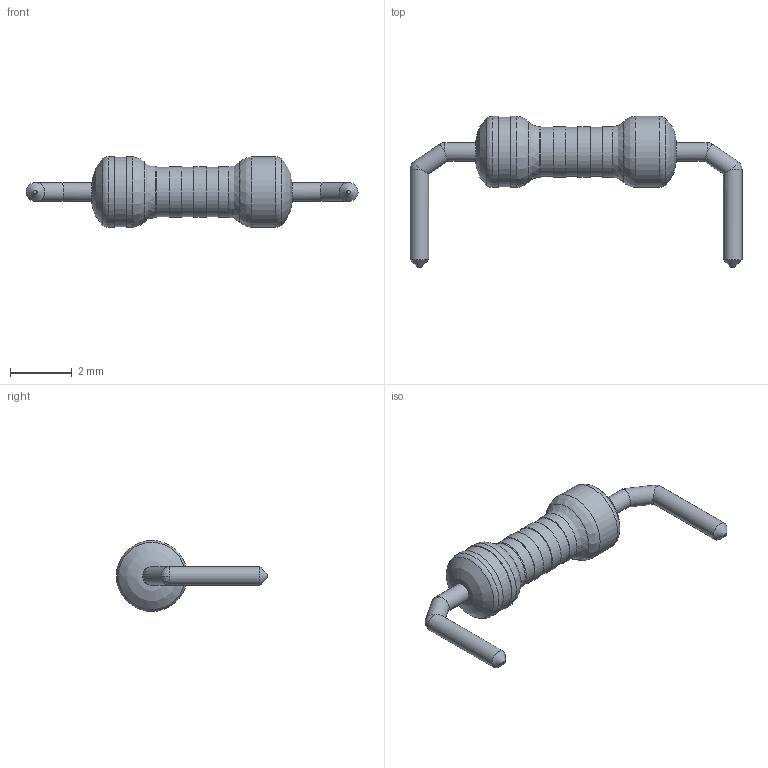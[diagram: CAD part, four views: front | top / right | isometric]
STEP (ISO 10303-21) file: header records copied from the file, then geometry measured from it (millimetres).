
FILE_DESCRIPTION(('FreeCAD Model'),'2;1');
FILE_NAME('Open CASCADE Shape Model','2021-06-22T15:11:29',(''),(''), 'Open CASCADE STEP processor 7.5','FreeCAD','Unknown');
FILE_SCHEMA(('AUTOMOTIVE_DESIGN { 1 0 10303 214 1 1 1 1 }'));
Length unit declared in the file: millimetre
Products named in the file (1): Groove001
Bounding box: 10.77 x 4.9 x 2.3 mm (x, y, z)
Volume: 22 mm3; surface area: 65.3 mm2
Topology: 1 solids, 1 shells, 45 faces, 91 edges, 48 vertices
Faces by surface type: cylinder 17, revolution 16, plane 10, cone 2
Full cylindrical faces by diameter (mm): 0.608 x6, 1.596 x3, 1.646 x4, 2.25 x1, 2.3 x3
Entity records: 2485 total; most frequent: CARTESIAN_POINT 462, DIRECTION 389, ORIENTED_EDGE 166, PCURVE 166, DEFINITIONAL_REPRESENTATION 166, LINE 138, VECTOR 138, AXIS2_PLACEMENT_3D 110
